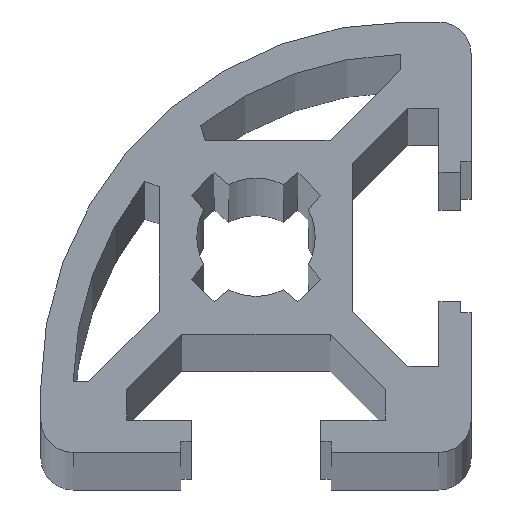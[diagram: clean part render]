
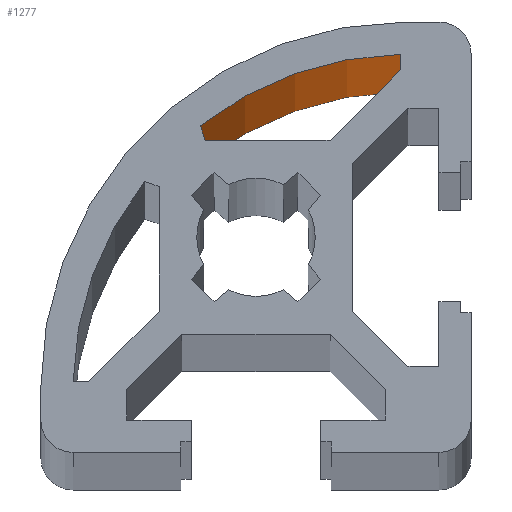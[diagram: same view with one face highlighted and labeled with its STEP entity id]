
A CAD part, top view. The second image highlights one B-rep face of the part: STEP entity #1277.
In plain terms, the highlighted cylindrical face has radius 15.5 mm (diameter 31 mm), a partial arc.
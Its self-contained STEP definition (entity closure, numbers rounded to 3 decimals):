
#31=CIRCLE('',#1372,15.5);
#32=CIRCLE('',#1373,15.5);
#46=CYLINDRICAL_SURFACE('',#1371,15.5);
#75=FACE_OUTER_BOUND('',#139,.T.);
#139=EDGE_LOOP('',(#923,#924,#925,#926));
#246=LINE('',#1903,#412);
#248=LINE('',#1909,#414);
#412=VECTOR('',#1552,10.);
#414=VECTOR('',#1558,10.);
#565=VERTEX_POINT('',#1900);
#566=VERTEX_POINT('',#1902);
#567=VERTEX_POINT('',#1906);
#568=VERTEX_POINT('',#1908);
#712=EDGE_CURVE('',#566,#565,#246,.T.);
#714=EDGE_CURVE('',#567,#565,#31,.T.);
#715=EDGE_CURVE('',#567,#568,#248,.T.);
#716=EDGE_CURVE('',#566,#568,#32,.T.);
#923=ORIENTED_EDGE('',*,*,#712,.T.);
#924=ORIENTED_EDGE('',*,*,#714,.F.);
#925=ORIENTED_EDGE('',*,*,#715,.T.);
#926=ORIENTED_EDGE('',*,*,#716,.F.);
#1277=ADVANCED_FACE('',(#75),#46,.F.);
#1371=AXIS2_PLACEMENT_3D('',#1905,#1554,#1555);
#1372=AXIS2_PLACEMENT_3D('',#1907,#1556,#1557);
#1373=AXIS2_PLACEMENT_3D('',#1910,#1559,#1560);
#1552=DIRECTION('',(0.,0.,-1.));
#1554=DIRECTION('center_axis',(0.,0.,1.));
#1555=DIRECTION('ref_axis',(0.019,-1.,0.));
#1556=DIRECTION('center_axis',(0.,0.,1.));
#1557=DIRECTION('ref_axis',(0.019,-1.,0.));
#1558=DIRECTION('',(0.,0.,1.));
#1559=DIRECTION('center_axis',(0.,0.,-1.));
#1560=DIRECTION('ref_axis',(0.019,-1.,0.));
#1900=CARTESIAN_POINT('',(-2.587,5.18,-500.));
#1902=CARTESIAN_POINT('',(-2.587,5.18,500.));
#1903=CARTESIAN_POINT('',(-2.587,5.18,0.));
#1905=CARTESIAN_POINT('Origin',(7.,-7.,0.));
#1906=CARTESIAN_POINT('',(6.711,8.497,-500.));
#1907=CARTESIAN_POINT('Origin',(7.,-7.,-500.));
#1908=CARTESIAN_POINT('',(6.711,8.497,500.));
#1909=CARTESIAN_POINT('',(6.711,8.497,0.));
#1910=CARTESIAN_POINT('Origin',(7.,-7.,500.));
